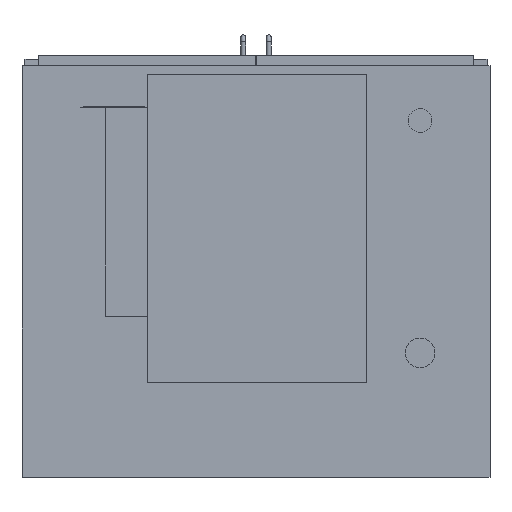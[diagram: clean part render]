
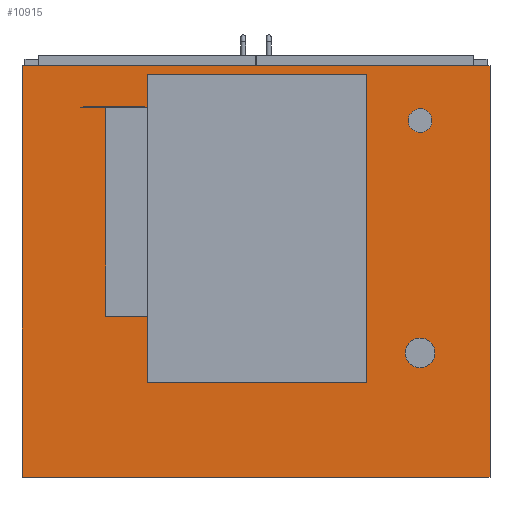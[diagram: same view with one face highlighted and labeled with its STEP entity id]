
A CAD part, front view. The second image highlights one B-rep face of the part: STEP entity #10915.
In plain terms, the highlighted planar face has unit normal (0, -1, 0).
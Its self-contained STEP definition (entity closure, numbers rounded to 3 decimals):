
#160=FACE_BOUND('',#1411,.T.);
#161=FACE_BOUND('',#1412,.T.);
#191=PLANE('',#11674);
#739=FACE_OUTER_BOUND('',#1410,.T.);
#1410=EDGE_LOOP('',(#7675,#7676,#7677,#7678));
#1411=EDGE_LOOP('',(#7679));
#1412=EDGE_LOOP('',(#7680));
#2104=LINE('',#15773,#3448);
#2106=LINE('',#15777,#3450);
#2108=LINE('',#15781,#3452);
#2110=LINE('',#15784,#3454);
#3448=VECTOR('',#12613,10.);
#3450=VECTOR('',#12617,10.);
#3452=VECTOR('',#12621,10.);
#3454=VECTOR('',#12625,10.);
#4774=CIRCLE('',#11658,20.);
#4776=CIRCLE('',#11662,25.);
#4994=VERTEX_POINT('',#15724);
#4996=VERTEX_POINT('',#15731);
#5009=VERTEX_POINT('',#15770);
#5010=VERTEX_POINT('',#15772);
#5011=VERTEX_POINT('',#15776);
#5012=VERTEX_POINT('',#15780);
#6043=EDGE_CURVE('',#4994,#4994,#4774,.T.);
#6046=EDGE_CURVE('',#4996,#4996,#4776,.T.);
#6064=EDGE_CURVE('',#5010,#5009,#2104,.T.);
#6066=EDGE_CURVE('',#5011,#5010,#2106,.T.);
#6068=EDGE_CURVE('',#5012,#5011,#2108,.T.);
#6070=EDGE_CURVE('',#5009,#5012,#2110,.T.);
#7675=ORIENTED_EDGE('',*,*,#6070,.T.);
#7676=ORIENTED_EDGE('',*,*,#6068,.T.);
#7677=ORIENTED_EDGE('',*,*,#6066,.T.);
#7678=ORIENTED_EDGE('',*,*,#6064,.T.);
#7679=ORIENTED_EDGE('',*,*,#6043,.T.);
#7680=ORIENTED_EDGE('',*,*,#6046,.T.);
#10915=ADVANCED_FACE('',(#739,#160,#161),#191,.T.);
#11658=AXIS2_PLACEMENT_3D('',#15726,#12569,#12570);
#11662=AXIS2_PLACEMENT_3D('',#15733,#12578,#12579);
#11674=AXIS2_PLACEMENT_3D('',#15785,#12626,#12627);
#12569=DIRECTION('center_axis',(0.,1.,0.));
#12570=DIRECTION('ref_axis',(1.,0.,0.));
#12578=DIRECTION('center_axis',(0.,1.,0.));
#12579=DIRECTION('ref_axis',(1.,0.,0.));
#12613=DIRECTION('',(1.,0.,0.));
#12617=DIRECTION('',(0.,0.,-1.));
#12621=DIRECTION('',(-1.,0.,0.));
#12625=DIRECTION('',(0.,0.,1.));
#12626=DIRECTION('center_axis',(0.,-1.,0.));
#12627=DIRECTION('ref_axis',(0.,0.,-1.));
#15724=CARTESIAN_POINT('',(257.,-370.,254.5));
#15726=CARTESIAN_POINT('Origin',(277.,-370.,254.5));
#15731=CARTESIAN_POINT('',(252.,-370.,-137.5));
#15733=CARTESIAN_POINT('Origin',(277.,-370.,-137.5));
#15770=CARTESIAN_POINT('',(395.,-370.,-347.5));
#15772=CARTESIAN_POINT('',(-395.,-370.,-347.5));
#15773=CARTESIAN_POINT('',(395.,-370.,-347.5));
#15776=CARTESIAN_POINT('',(-395.,-370.,347.5));
#15777=CARTESIAN_POINT('',(-395.,-370.,-347.5));
#15780=CARTESIAN_POINT('',(395.,-370.,347.5));
#15781=CARTESIAN_POINT('',(-395.,-370.,347.5));
#15784=CARTESIAN_POINT('',(395.,-370.,347.5));
#15785=CARTESIAN_POINT('Origin',(0.,-370.,0.));
